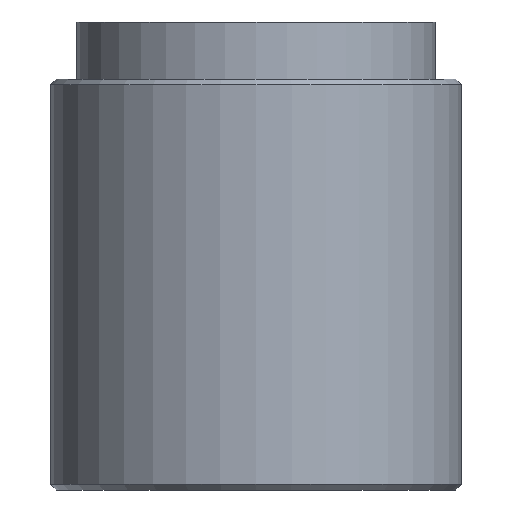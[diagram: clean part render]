
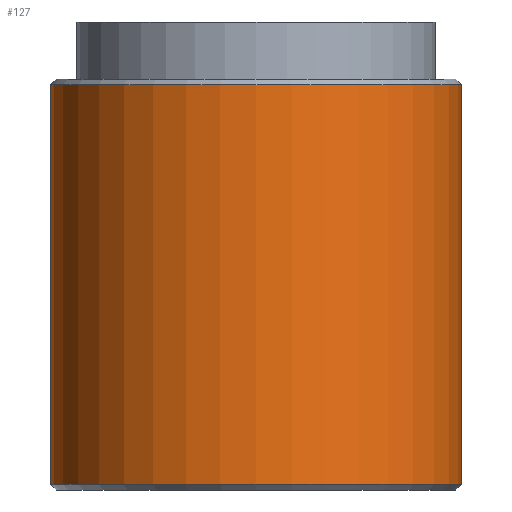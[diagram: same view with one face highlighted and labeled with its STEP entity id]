
A CAD part, front view. The second image highlights one B-rep face of the part: STEP entity #127.
In plain terms, the highlighted cylindrical face has radius 18 mm (diameter 36 mm), a full revolution.
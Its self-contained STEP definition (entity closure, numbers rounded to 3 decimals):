
#16=CYLINDRICAL_SURFACE('',#156,18.);
#28=FACE_OUTER_BOUND('',#38,.T.);
#38=EDGE_LOOP('',(#104,#105,#106,#107));
#48=LINE('',#230,#54);
#54=VECTOR('',#191,18.);
#62=CIRCLE('',#155,18.);
#63=CIRCLE('',#157,18.);
#71=VERTEX_POINT('',#225);
#72=VERTEX_POINT('',#229);
#83=EDGE_CURVE('',#71,#71,#62,.T.);
#84=EDGE_CURVE('',#71,#72,#48,.T.);
#85=EDGE_CURVE('',#72,#72,#63,.T.);
#104=ORIENTED_EDGE('',*,*,#83,.F.);
#105=ORIENTED_EDGE('',*,*,#84,.T.);
#106=ORIENTED_EDGE('',*,*,#85,.F.);
#107=ORIENTED_EDGE('',*,*,#84,.F.);
#127=ADVANCED_FACE('',(#28),#16,.T.);
#155=AXIS2_PLACEMENT_3D('',#227,#187,#188);
#156=AXIS2_PLACEMENT_3D('',#228,#189,#190);
#157=AXIS2_PLACEMENT_3D('',#231,#192,#193);
#187=DIRECTION('center_axis',(0.,0.,1.));
#188=DIRECTION('ref_axis',(1.,0.,0.));
#189=DIRECTION('center_axis',(0.,0.,1.));
#190=DIRECTION('ref_axis',(1.,0.,0.));
#191=DIRECTION('',(0.,0.,-1.));
#192=DIRECTION('center_axis',(0.,0.,-1.));
#193=DIRECTION('ref_axis',(1.,0.,0.));
#225=CARTESIAN_POINT('',(-18.,0.,35.5));
#227=CARTESIAN_POINT('Origin',(0.,0.,35.5));
#228=CARTESIAN_POINT('Origin',(0.,0.,0.));
#229=CARTESIAN_POINT('',(-18.,0.,0.5));
#230=CARTESIAN_POINT('',(-18.,0.,0.));
#231=CARTESIAN_POINT('Origin',(0.,0.,0.5));
